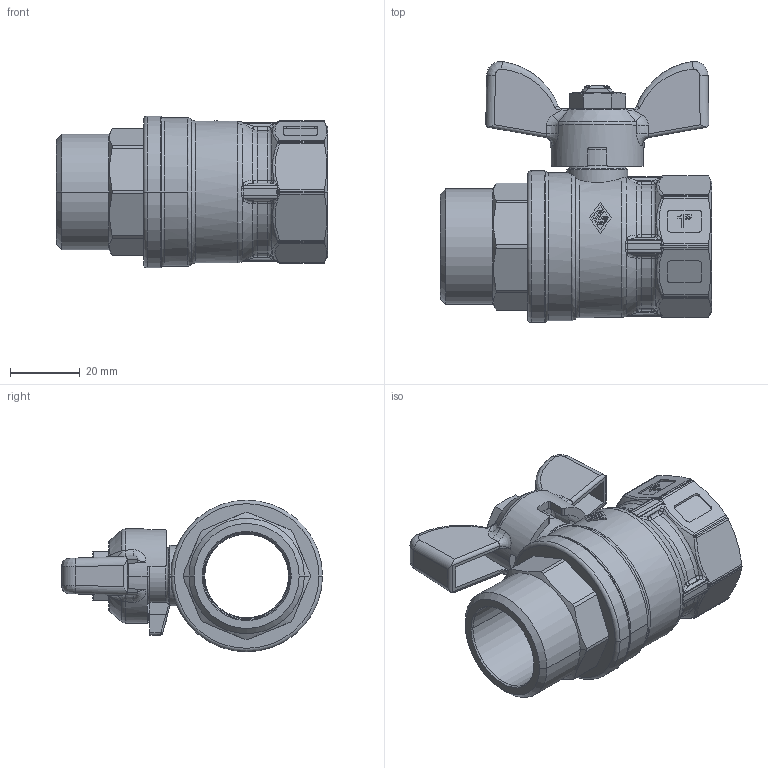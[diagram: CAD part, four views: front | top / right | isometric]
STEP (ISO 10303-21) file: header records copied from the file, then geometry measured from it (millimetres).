
FILE_DESCRIPTION(('Creo Elements/Direct Modeling STEP Export'),'2;1');
FILE_NAME('15210600000.stp','2021-05-18T15:42:00',(''),(''),'Creo Elements/Direct Modeling STEP processor for AP214 (Solid Model)','Creo Elements/Direct Modeling 20.1D 10-Oct-2020 (C) Parametric Technology GmbH','');
FILE_SCHEMA(('AUTOMOTIVE_DESIGN { 1 0 10303 214 1 1 1 1 }'));
Length unit declared in the file: millimetre
Products named in the file (2): 1521060000
Assembly tree (1 placements, depth 2):
  1521060000
    1521060000
Bounding box: 77.75 x 74.85 x 43.5 mm (x, y, z)
Volume: 60822 mm3; surface area: 24739.8 mm2
Topology: 1 solids, 1 shells, 602 faces, 1558 edges, 965 vertices
Faces by surface type: plane 183, bspline 166, cylinder 163, cone 62, torus 28
Entity records: 46330 total; most frequent: CARTESIAN_POINT 32494, ORIENTED_EDGE 3092, DIRECTION 1732, EDGE_CURVE 1546, VERTEX_POINT 965, EDGE_LOOP 627, AXIS2_PLACEMENT_3D 606, FACE_OUTER_BOUND 602
